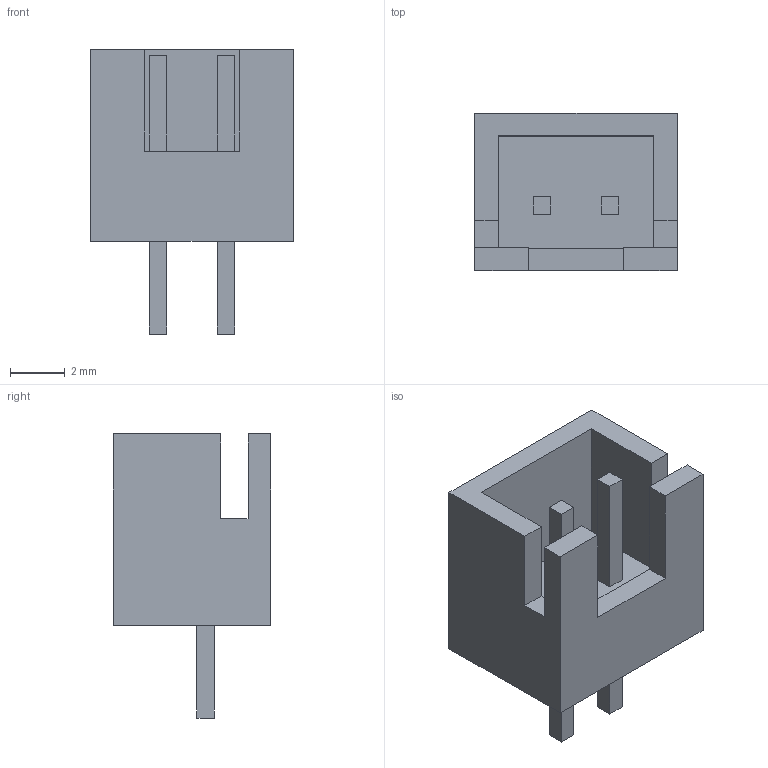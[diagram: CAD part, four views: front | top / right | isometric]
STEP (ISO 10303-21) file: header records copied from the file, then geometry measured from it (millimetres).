
FILE_DESCRIPTION((''),'2;1');
FILE_NAME('JST_B2B-XH-A(LF)(SN).stp','2014-08-14T10:34:55',(''),(''),'Mechanical Desktop 2011','Mechanical Desktop 2011',', , ');
FILE_SCHEMA(('AUTOMOTIVE_DESIGN { 1 2 10303 214 1 1 1 1 }'));
Length unit declared in the file: millimetre
Products named in the file (1): Product
Bounding box: 7.4 x 5.75 x 10.4 mm (x, y, z)
Volume: 178.5 mm3; surface area: 383.4 mm2
Topology: 5 solids, 5 shells, 44 faces, 102 edges, 68 vertices
Faces by surface type: plane 44
Entity records: 1274 total; most frequent: CARTESIAN_POINT 215, ORIENTED_EDGE 204, DIRECTION 192, VECTOR 102, LINE 102, EDGE_CURVE 102, VERTEX_POINT 68, AXIS2_PLACEMENT_3D 45
